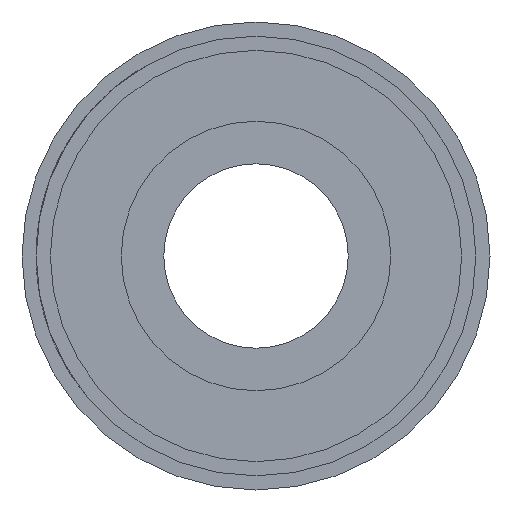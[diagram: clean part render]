
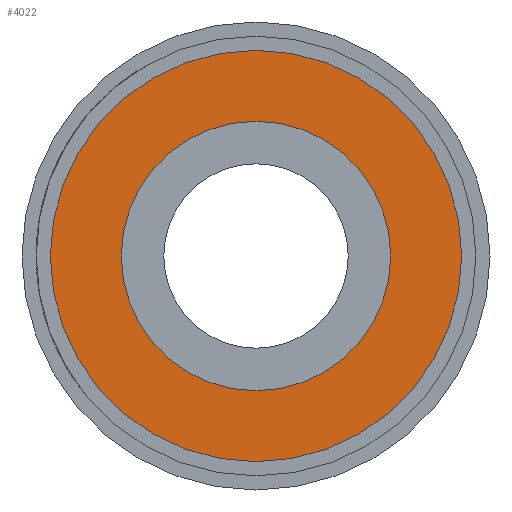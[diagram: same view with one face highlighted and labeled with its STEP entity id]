
A CAD part, left-side view. The second image highlights one B-rep face of the part: STEP entity #4022.
In plain terms, the highlighted planar face has unit normal (-1, 0, 0).
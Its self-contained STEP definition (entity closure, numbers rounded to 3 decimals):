
#49 = DIRECTION ( 'NONE',  ( -1., 0., 0. ) ) ;
#64 = ORIENTED_EDGE ( 'NONE', *, *, #5919, .F. ) ;
#121 = CIRCLE ( 'NONE', #517, 9.5 ) ;
#176 = CARTESIAN_POINT ( 'NONE',  ( 0., 0., 0. ) ) ;
#211 = CARTESIAN_POINT ( 'NONE',  ( 0., 0., 0. ) ) ;
#517 = AXIS2_PLACEMENT_3D ( 'NONE', #2113, #10647, #11544 ) ;
#811 = VERTEX_POINT ( 'NONE', #11267 ) ;
#937 = DIRECTION ( 'NONE',  ( -1., 0., 0. ) ) ;
#981 = DIRECTION ( 'NONE',  ( 0., 0., 1. ) ) ;
#2113 = CARTESIAN_POINT ( 'NONE',  ( 0., 0., 0. ) ) ;
#2327 = EDGE_LOOP ( 'NONE', ( #5629, #11630 ) ) ;
#2540 = DIRECTION ( 'NONE',  ( 0., 0., -1. ) ) ;
#2911 = EDGE_CURVE ( 'NONE', #811, #9678, #7417, .T. ) ;
#2958 = CIRCLE ( 'NONE', #7844, 9.5 ) ;
#3169 = DIRECTION ( 'NONE',  ( 0., 0., 1. ) ) ;
#4022 = ADVANCED_FACE ( 'NONE', ( #7183, #7313 ), #11255, .F. ) ;
#4160 = AXIS2_PLACEMENT_3D ( 'NONE', #176, #49, #3169 ) ;
#4355 = VERTEX_POINT ( 'NONE', #6216 ) ;
#4829 = CARTESIAN_POINT ( 'NONE',  ( 0., 0., 9.5 ) ) ;
#4997 = AXIS2_PLACEMENT_3D ( 'NONE', #9668, #937, #8716 ) ;
#5386 = AXIS2_PLACEMENT_3D ( 'NONE', #8335, #11192, #2540 ) ;
#5435 = CARTESIAN_POINT ( 'NONE',  ( 0., 0., 14.5 ) ) ;
#5547 = VERTEX_POINT ( 'NONE', #4829 ) ;
#5629 = ORIENTED_EDGE ( 'NONE', *, *, #11057, .T. ) ;
#5764 = DIRECTION ( 'NONE',  ( -1., 0., 0. ) ) ;
#5919 = EDGE_CURVE ( 'NONE', #4355, #5547, #2958, .T. ) ;
#6216 = CARTESIAN_POINT ( 'NONE',  ( 0., 0., -9.5 ) ) ;
#6428 = EDGE_CURVE ( 'NONE', #5547, #4355, #121, .T. ) ;
#7183 = FACE_BOUND ( 'NONE', #8782, .T. ) ;
#7313 = FACE_OUTER_BOUND ( 'NONE', #2327, .T. ) ;
#7417 = CIRCLE ( 'NONE', #4160, 14.5 ) ;
#7844 = AXIS2_PLACEMENT_3D ( 'NONE', #211, #5764, #981 ) ;
#8335 = CARTESIAN_POINT ( 'NONE',  ( 0., 0., 0. ) ) ;
#8716 = DIRECTION ( 'NONE',  ( 0., 0., 1. ) ) ;
#8782 = EDGE_LOOP ( 'NONE', ( #9028, #64 ) ) ;
#9028 = ORIENTED_EDGE ( 'NONE', *, *, #6428, .F. ) ;
#9271 = CIRCLE ( 'NONE', #4997, 14.5 ) ;
#9668 = CARTESIAN_POINT ( 'NONE',  ( 0., 0., 0. ) ) ;
#9678 = VERTEX_POINT ( 'NONE', #5435 ) ;
#10647 = DIRECTION ( 'NONE',  ( -1., 0., 0. ) ) ;
#11057 = EDGE_CURVE ( 'NONE', #9678, #811, #9271, .T. ) ;
#11192 = DIRECTION ( 'NONE',  ( 1., 0., 0. ) ) ;
#11255 = PLANE ( 'NONE',  #5386 ) ;
#11267 = CARTESIAN_POINT ( 'NONE',  ( 0., 0., -14.5 ) ) ;
#11544 = DIRECTION ( 'NONE',  ( 0., 0., 1. ) ) ;
#11630 = ORIENTED_EDGE ( 'NONE', *, *, #2911, .T. ) ;
